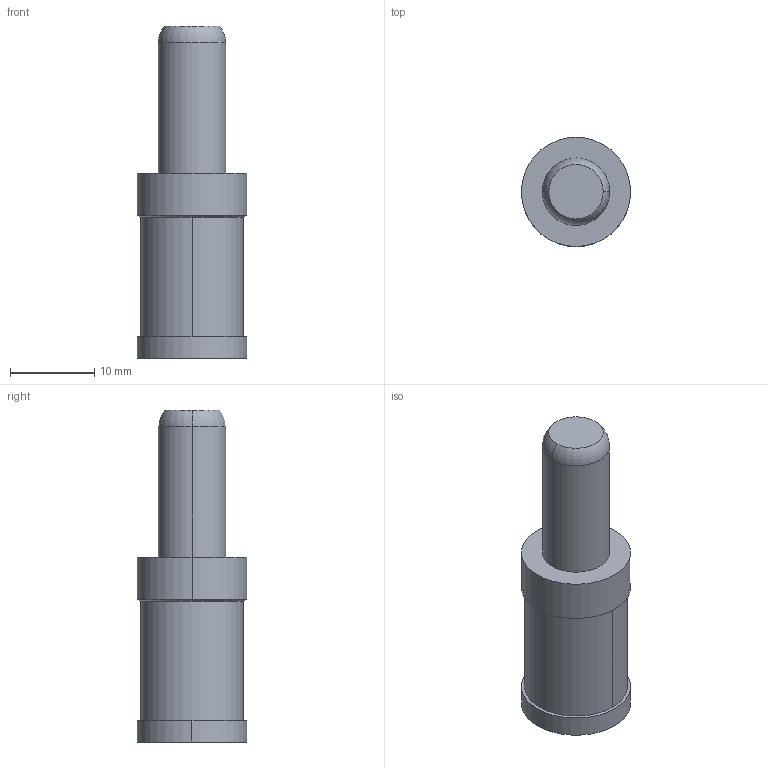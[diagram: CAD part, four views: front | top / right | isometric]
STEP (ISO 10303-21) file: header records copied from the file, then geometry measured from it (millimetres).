
FILE_DESCRIPTION(('Creo Elements/Direct Modeling STEP Export'),'2;1');
FILE_NAME('0lndqdl40t5jjac2160','2016-01-26T11:14:26',(''),(''),'PTC Creo Elements/Direct Modeling STEP processor for AP214 (Solid Model)','PTC Creo Elements/Direct Modeling 19.0B 21-Mar-2015 (C) Parametric Technology GmbH','');
FILE_SCHEMA(('AUTOMOTIVE_DESIGN { 1 0 10303 214 1 1 1 1 }'));
Length unit declared in the file: millimetre
Products named in the file (2): CGMA_35
Assembly tree (1 placements, depth 2):
  CGMA_35
    CGMA_35
Bounding box: 13 x 13 x 39.5 mm (x, y, z)
Volume: 2718.9 mm3; surface area: 1943.6 mm2
Topology: 1 solids, 1 shells, 22 faces, 47 edges, 28 vertices
Faces by surface type: cylinder 10, cone 6, plane 4, torus 2
Entity records: 550 total; most frequent: ORIENTED_EDGE 90, DIRECTION 88, CARTESIAN_POINT 80, EDGE_CURVE 45, AXIS2_PLACEMENT_3D 36, VERTEX_POINT 28, EDGE_LOOP 25, FACE_OUTER_BOUND 22
